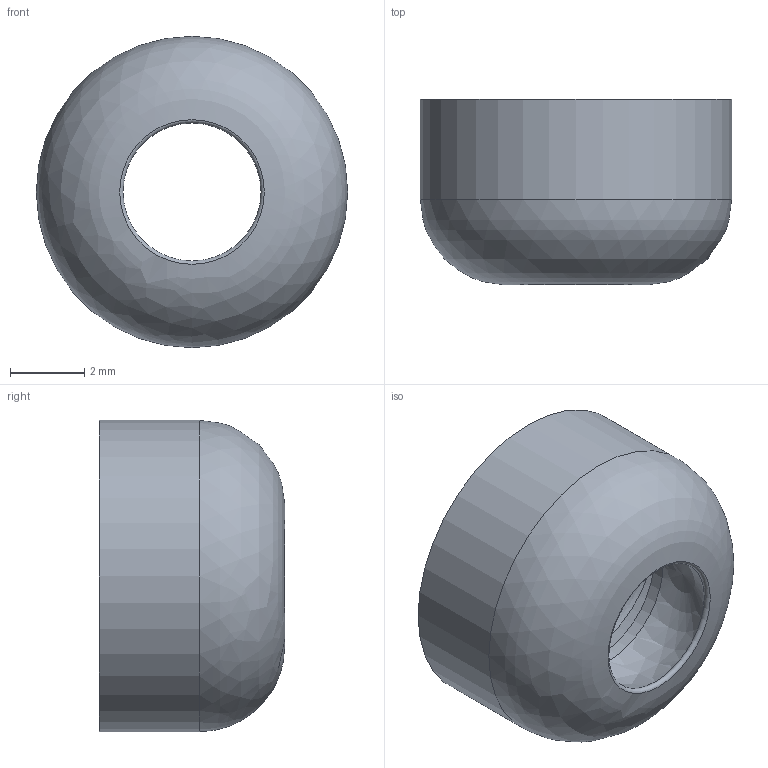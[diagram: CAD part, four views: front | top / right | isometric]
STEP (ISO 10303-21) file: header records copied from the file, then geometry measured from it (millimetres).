
FILE_DESCRIPTION(/* description */ (''),/* implementation_level */ '2;1');
FILE_NAME(/* name */ 'Presilha Castor.step',/* time_stamp */ '2024-11-18T13:16:53-03:00',/* author */ (''),/* organization */ (''),/* preprocessor_version */ 'ST-DEVELOPER v20',/* originating_system */ 'Autodesk Translation Framework v13.20.0.188',/* authorisation */ '');
FILE_SCHEMA (('AUTOMOTIVE_DESIGN { 1 0 10303 214 3 1 1 }'));
Length unit declared in the file: millimetre
Products named in the file (1): Presilha Castor
Bounding box: 8.4 x 5 x 8.4 mm (x, y, z)
Volume: 151.8 mm3; surface area: 291.6 mm2
Topology: 1 solids, 1 shells, 11 faces, 27 edges, 17 vertices
Faces by surface type: bspline 5, cylinder 2, plane 2, sphere 1, torus 1
Full cylindrical faces by diameter (mm): 4.2 x1, 8.4 x1
Entity records: 1293 total; most frequent: CARTESIAN_POINT 1032, ORIENTED_EDGE 50, DIRECTION 38, EDGE_CURVE 25, AXIS2_PLACEMENT_3D 18, VERTEX_POINT 17, EDGE_LOOP 14, B_SPLINE_CURVE_WITH_KNOTS 12
